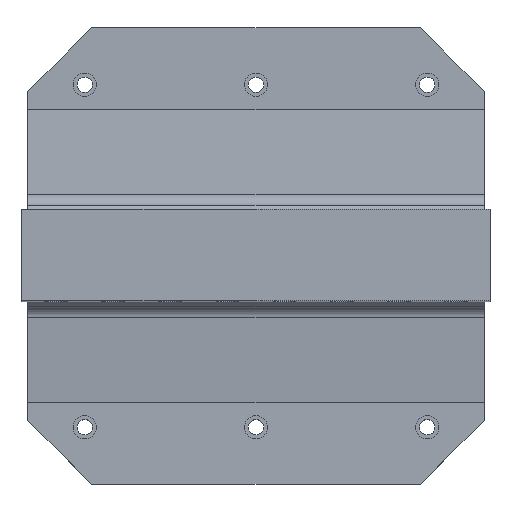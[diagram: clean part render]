
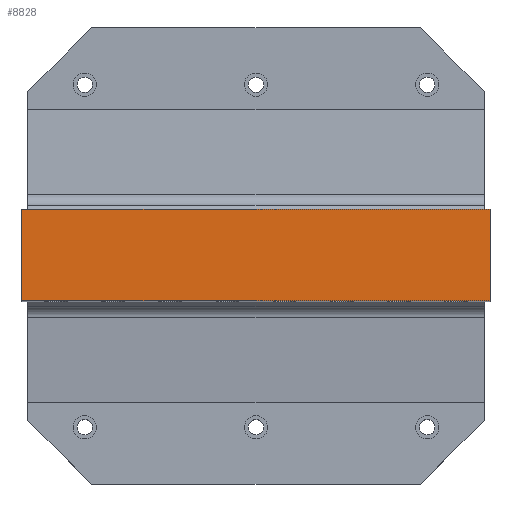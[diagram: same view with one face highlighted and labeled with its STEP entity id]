
A CAD part, top view. The second image highlights one B-rep face of the part: STEP entity #8828.
In plain terms, the highlighted planar face has unit normal (0, 0, 1).
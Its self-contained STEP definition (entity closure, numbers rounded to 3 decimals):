
#4584=VERTEX_POINT('',#12031);
#4988=VERTEX_POINT('',#12480);
#7296=VERTEX_POINT('',#15100);
#7818=VERTEX_POINT('',#15746);
#8828=ADVANCED_FACE('',(#16905),#16906,.T.);
#8902=EDGE_CURVE('',#4584,#7818,#16992,.T.);
#9116=EDGE_CURVE('',#4988,#7818,#17294,.T.);
#10316=EDGE_CURVE('',#7296,#4988,#18663,.T.);
#10722=EDGE_CURVE('',#4584,#7296,#19119,.T.);
#12031=CARTESIAN_POINT('',(-205.0,-40.,475.0));
#12480=CARTESIAN_POINT('',(205.0,40.,475.0));
#15100=CARTESIAN_POINT('',(-205.0,40.,475.0));
#15746=CARTESIAN_POINT('',(205.0,-40.,475.0));
#16905=FACE_OUTER_BOUND('',#26946,.T.);
#16906=PLANE('',#26947);
#16992=LINE('',#27058,#27059);
#17294=LINE('',#27432,#27433);
#18663=LINE('',#29182,#29183);
#19119=LINE('',#29763,#29764);
#26946=EDGE_LOOP('',(#37514,#37515,#37516,#37517));
#26947=AXIS2_PLACEMENT_3D('',#37518,#37519,#37520);
#27058=CARTESIAN_POINT('',(-200.0,-40.,475.0));
#27059=VECTOR('',#37644,1.0);
#27432=CARTESIAN_POINT('',(205.0,40.,475.0));
#27433=VECTOR('',#38067,1.0);
#29182=CARTESIAN_POINT('',(-200.0,40.,475.0));
#29183=VECTOR('',#39761,1.0);
#29763=CARTESIAN_POINT('',(-205.0,-40.,475.0));
#29764=VECTOR('',#40316,1.0);
#37514=ORIENTED_EDGE('',*,*,#10316,.F.);
#37515=ORIENTED_EDGE('',*,*,#10722,.F.);
#37516=ORIENTED_EDGE('',*,*,#8902,.T.);
#37517=ORIENTED_EDGE('',*,*,#9116,.F.);
#37518=CARTESIAN_POINT('',(-200.0,-40.,475.0));
#37519=DIRECTION('',(0.0,0.0,1.0));
#37520=DIRECTION('',(1.0,0.0,0.0));
#37644=DIRECTION('',(1.0,0.0,0.0));
#38067=DIRECTION('',(0.0,-1.0,0.0));
#39761=DIRECTION('',(1.0,0.0,0.0));
#40316=DIRECTION('',(0.0,1.0,0.0));
